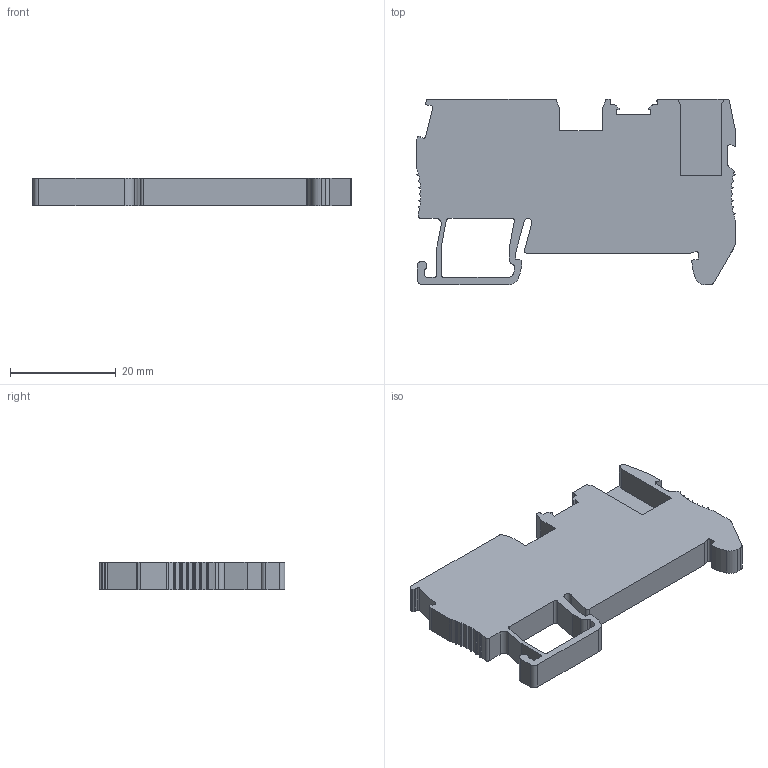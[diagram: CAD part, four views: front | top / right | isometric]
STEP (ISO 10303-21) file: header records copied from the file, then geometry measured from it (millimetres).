
FILE_DESCRIPTION((''),'2;1');
FILE_NAME('PRT0001','2022-12-08T',('Administrator'),(''),'PRO/ENGINEER BY PARAMETRIC TECHNOLOGY CORPORATION, 2013230','PRO/ENGINEER BY PARAMETRIC TECHNOLOGY CORPORATION, 2013230','');
FILE_SCHEMA(('AUTOMOTIVE_DESIGN { 1 0 10303 214 1 1 1 1 }'));
Length unit declared in the file: millimetre
Products named in the file (1): PRT0001
Bounding box: 60.4 x 35.2 x 5.2 mm (x, y, z)
Volume: 7620.9 mm3; surface area: 5047 mm2
Topology: 1 solids, 1 shells, 174 faces, 510 edges, 340 vertices
Faces by surface type: plane 102, cylinder 72
Entity records: 5875 total; most frequent: CARTESIAN_POINT 1026, ORIENTED_EDGE 1020, DIRECTION 1002, EDGE_CURVE 510, VECTOR 366, LINE 366, VERTEX_POINT 340, AXIS2_PLACEMENT_3D 318
